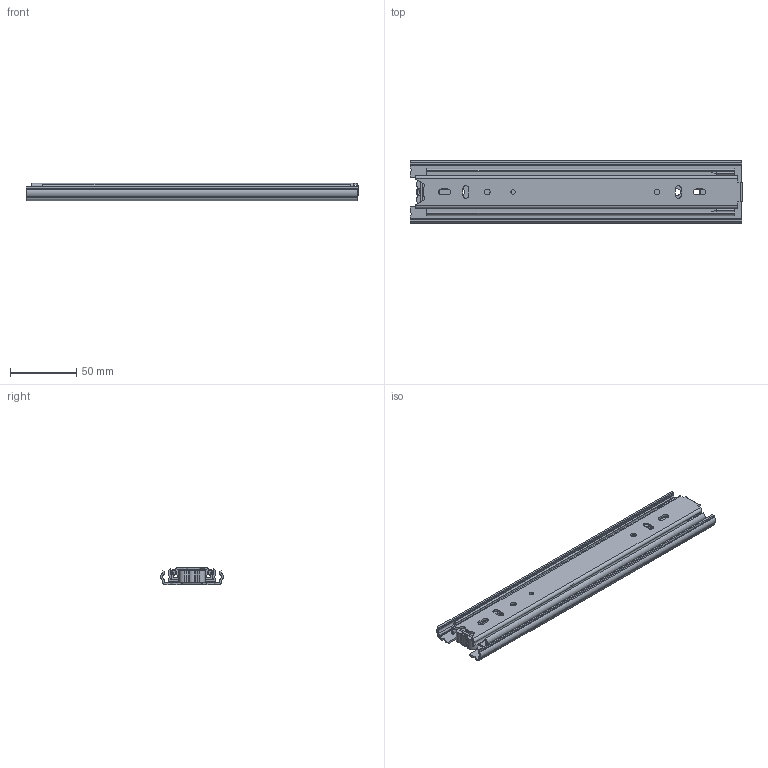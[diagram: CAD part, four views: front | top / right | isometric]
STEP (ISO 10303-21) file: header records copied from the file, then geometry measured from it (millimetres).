
FILE_DESCRIPTION (( 'STEP AP203' ), '1' );
FILE_NAME ('47100-250-Close.STEP', '2023-02-02T00:36:47', ( '' ), ( '' ), 'SwSTEP 2.0', 'SolidWorks 2020', '' );
FILE_SCHEMA (( 'CONFIG_CONTROL_DESIGN' ));
Length unit declared in the file: millimetre
Products named in the file (7): 250中板; 250內板; 黑頭; 小鳥; 饅頭; 47100-250-Close; 250外板
Assembly tree (6 placements, depth 2):
  47100-250-Close
    250外板
    250中板
    250內板
    饅頭
    黑頭
    小鳥
Bounding box: 250.16 x 46.98 x 13 mm (x, y, z)
Volume: 54438.7 mm3; surface area: 76726.3 mm2
Topology: 6 solids, 6 shells, 538 faces, 1534 edges, 1009 vertices
Faces by surface type: cylinder 307, plane 197, torus 18, bspline 8, cone 6, sphere 2
Entity records: 19035 total; most frequent: CARTESIAN_POINT 3827, DIRECTION 3144, ORIENTED_EDGE 3064, EDGE_CURVE 1532, AXIS2_PLACEMENT_3D 1163, VERTEX_POINT 1008, VECTOR 818, LINE 818
